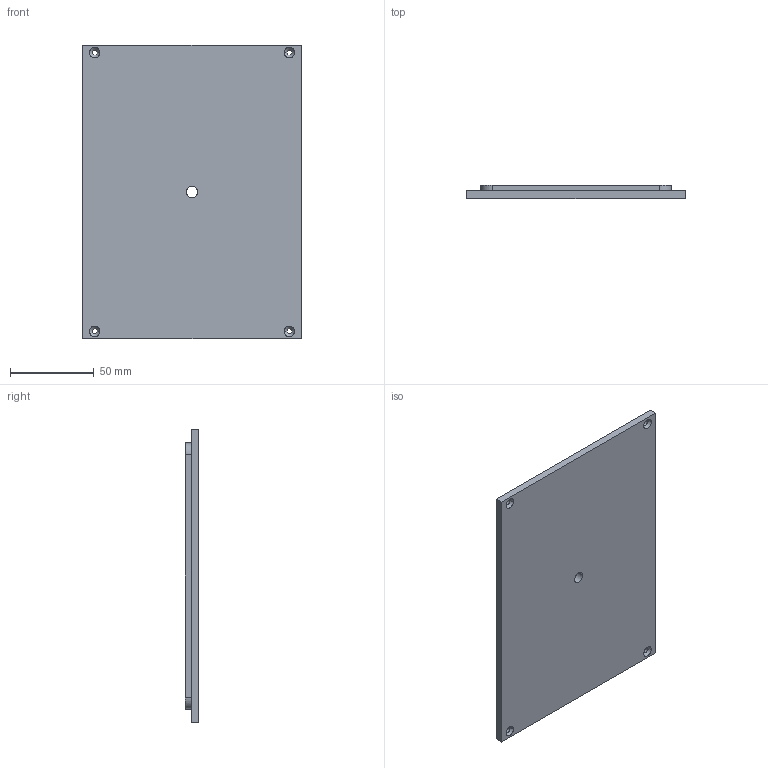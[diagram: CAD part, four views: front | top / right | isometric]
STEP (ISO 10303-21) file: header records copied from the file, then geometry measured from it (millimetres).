
FILE_DESCRIPTION(/* description */ (''),/* implementation_level */ '2;1');
FILE_NAME(/* name */ '20_OF reMix_Front Panel_2311',/* time_stamp */ '2023-12-03T19:18:23+01:00',/* author */ (''),/* organization */ (''),/* preprocessor_version */ 'ST-DEVELOPER v16.5',/* originating_system */ 'Rhino 7.28',/* authorisation */ '');
FILE_SCHEMA (('CONFIG_CONTROL_DESIGN'));
Length unit declared in the file: millimetre
Products named in the file (1): Document
Bounding box: 130 x 8 x 175 mm (x, y, z)
Volume: 161096.9 mm3; surface area: 52640.4 mm2
Topology: 1 solids, 1 shells, 60 faces, 142 edges, 92 vertices
Faces by surface type: cylinder 30, plane 22, bspline 8
Entity records: 1802 total; most frequent: CARTESIAN_POINT 746, ORIENTED_EDGE 284, EDGE_CURVE 142, VERTEX_POINT 92, EDGE_LOOP 78, B_SPLINE_CURVE_WITH_KNOTS 74, ADVANCED_FACE 60, FACE_OUTER_BOUND 60
